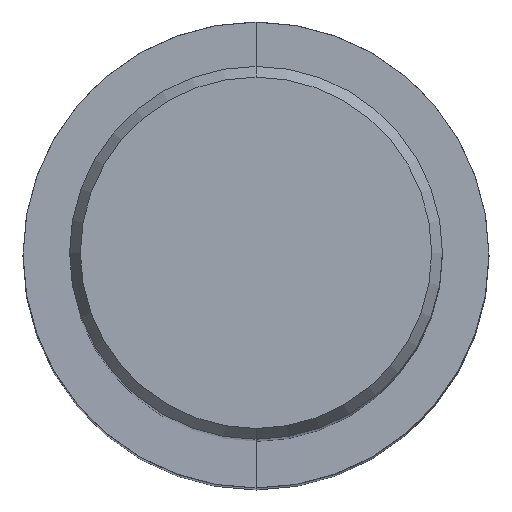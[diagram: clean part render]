
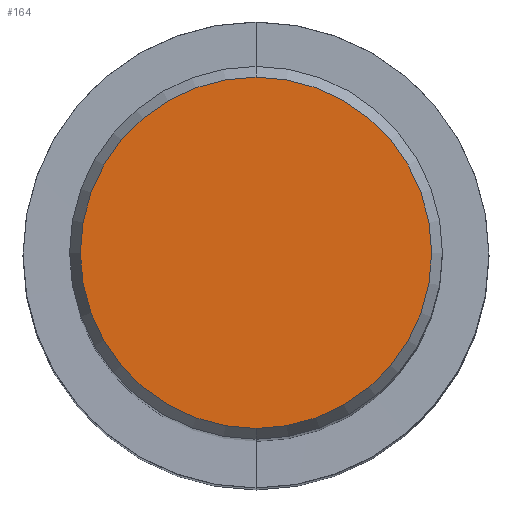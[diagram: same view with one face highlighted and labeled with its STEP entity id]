
A CAD part, top view. The second image highlights one B-rep face of the part: STEP entity #164.
In plain terms, the highlighted planar face has unit normal (0, 0, 1).
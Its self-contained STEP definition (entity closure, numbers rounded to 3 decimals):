
#134=EDGE_CURVE('',#170,#200,#312,.T.);
#164=ADVANCED_FACE('',(#344),#345,.T.);
#170=VERTEX_POINT('',#351);
#200=VERTEX_POINT('',#388);
#250=EDGE_CURVE('',#200,#170,#447,.T.);
#312=CIRCLE('',#509,7.479);
#344=FACE_OUTER_BOUND('',#552,.T.);
#345=PLANE('',#553);
#351=CARTESIAN_POINT('',(0.0,7.479,0.01));
#388=CARTESIAN_POINT('',(0.,-7.479,0.01));
#447=CIRCLE('',#680,7.479);
#509=AXIS2_PLACEMENT_3D('',#728,#729,#730);
#552=EDGE_LOOP('',(#761,#762));
#553=AXIS2_PLACEMENT_3D('',#763,#764,#765);
#680=AXIS2_PLACEMENT_3D('',#914,#915,#916);
#728=CARTESIAN_POINT('',(0.0,0.0,0.01));
#729=DIRECTION('',(0.0,0.0,-1.0));
#730=DIRECTION('',(0.0,1.0,0.0));
#761=ORIENTED_EDGE('',*,*,#134,.F.);
#762=ORIENTED_EDGE('',*,*,#250,.F.);
#763=CARTESIAN_POINT('',(0.0,3.74,0.01));
#764=DIRECTION('',(-0.0,0.0,1.0));
#765=DIRECTION('',(0.0,-1.0,0.0));
#914=CARTESIAN_POINT('',(0.0,0.0,0.01));
#915=DIRECTION('',(0.0,0.0,-1.0));
#916=DIRECTION('',(0.0,1.0,0.0));
